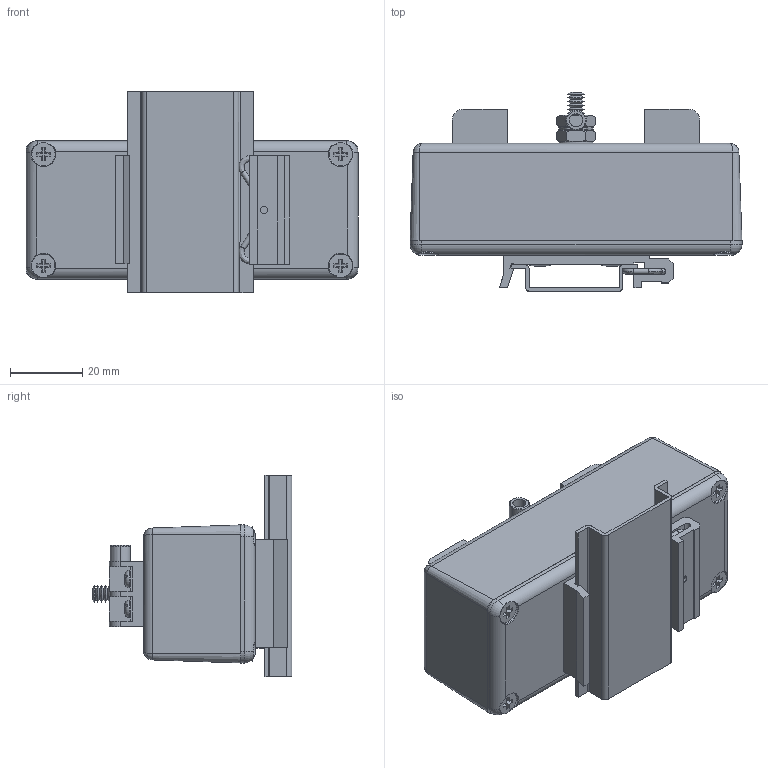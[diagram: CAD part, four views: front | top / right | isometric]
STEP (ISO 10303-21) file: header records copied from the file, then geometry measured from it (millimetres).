
FILE_DESCRIPTION (( 'STEP AP214' ), '1' );
FILE_NAME ('HGLND-CL1-XX.STEP', '2012-11-07T19:47:14', ( 'x' ), ( '' ), 'SwSTEP 2.0', 'SolidWorks 2012', '' );
FILE_SCHEMA (( 'AUTOMOTIVE_DESIGN' ));
Length unit declared in the file: inch
Products named in the file (14): 1-8_ PopR_Head; DIN-MNT30_demo; DIN3 rail; DIN-MNT30_wire clip; DIN-MNT30_extrusion; XFS-0039; HYP224; XCT-0005; XFW-0002; XFS-0026; XFN-0003; 1AT02-015; XF799-01_WITHOUT DC; HGLND-CL1-XX
Assembly tree (18 placements, depth 3):
  HGLND-CL1-XX
    XF799-01_WITHOUT DC
    1AT02-015
    XFN-0003  x2
    XFS-0026
    XFW-0002
    XCT-0005
    HYP224
    XFS-0039  x4
    DIN-MNT30_demo
      DIN-MNT30_extrusion
      DIN-MNT30_wire clip
      DIN3 rail
    1-8_ PopR_Head  x2
Bounding box: 92.2 x 55.44 x 55.9 mm (x, y, z)
Volume: 39820.5 mm3; surface area: 48892.6 mm2
Topology: 17 solids, 17 shells, 1237 faces, 2988 edges, 1787 vertices
Faces by surface type: cone 566, plane 412, cylinder 186, torus 45, bspline 24, sphere 4
Entity records: 36914 total; most frequent: CARTESIAN_POINT 8388, DIRECTION 4463, ORIENTED_EDGE 4328, EDGE_CURVE 2164, AXIS2_PLACEMENT_3D 1600, VERTEX_POINT 1353, LINE 1263, VECTOR 1263
